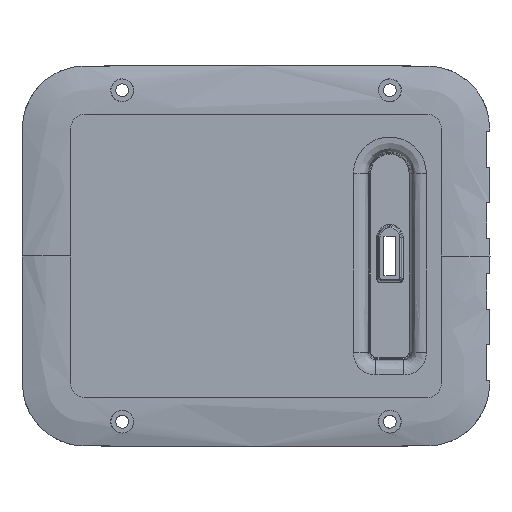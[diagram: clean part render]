
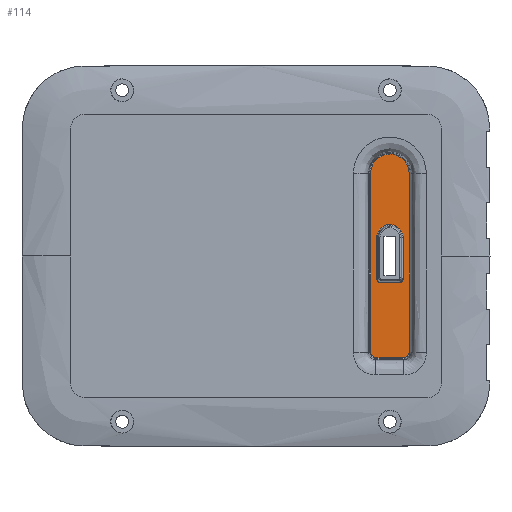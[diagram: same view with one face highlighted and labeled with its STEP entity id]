
A CAD part, front view. The second image highlights one B-rep face of the part: STEP entity #114.
In plain terms, the highlighted planar face has unit normal (0, -1, 0).
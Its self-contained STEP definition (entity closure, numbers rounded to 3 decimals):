
#29=FACE_BOUND('',#705,.T.);
#114=ADVANCED_FACE('',(#402,#29),#4568,.T.);
#402=FACE_OUTER_BOUND('',#704,.T.);
#704=EDGE_LOOP('',(#1483,#1484,#1485,#1486,#1487,#1488,#1489));
#705=EDGE_LOOP('',(#1490,#1491,#1492,#1493,#1494,#1495,#1496,#1497,#1498));
#1483=ORIENTED_EDGE('',*,*,#2457,.T.);
#1484=ORIENTED_EDGE('',*,*,#3257,.F.);
#1485=ORIENTED_EDGE('',*,*,#2785,.F.);
#1486=ORIENTED_EDGE('',*,*,#2786,.F.);
#1487=ORIENTED_EDGE('',*,*,#2787,.F.);
#1488=ORIENTED_EDGE('',*,*,#2788,.F.);
#1489=ORIENTED_EDGE('',*,*,#2789,.F.);
#1490=ORIENTED_EDGE('',*,*,#3249,.F.);
#1491=ORIENTED_EDGE('',*,*,#2459,.T.);
#1492=ORIENTED_EDGE('',*,*,#2779,.F.);
#1493=ORIENTED_EDGE('',*,*,#2780,.F.);
#1494=ORIENTED_EDGE('',*,*,#2781,.T.);
#1495=ORIENTED_EDGE('',*,*,#2782,.F.);
#1496=ORIENTED_EDGE('',*,*,#2783,.F.);
#1497=ORIENTED_EDGE('',*,*,#2784,.T.);
#1498=ORIENTED_EDGE('',*,*,#2778,.F.);
#2457=EDGE_CURVE('',#4066,#4065,#3830,.T.);
#2459=EDGE_CURVE('',#4067,#4068,#3832,.T.);
#2778=EDGE_CURVE('',#4440,#4072,#3538,.T.);
#2779=EDGE_CURVE('',#4441,#4068,#3539,.T.);
#2780=EDGE_CURVE('',#4075,#4441,#3872,.T.);
#2781=EDGE_CURVE('',#4075,#4076,#3873,.T.);
#2782=EDGE_CURVE('',#4442,#4076,#3540,.T.);
#2783=EDGE_CURVE('',#4071,#4442,#3874,.T.);
#2784=EDGE_CURVE('',#4071,#4072,#3875,.T.);
#2785=EDGE_CURVE('',#4444,#4443,#3541,.T.);
#2786=EDGE_CURVE('',#4445,#4444,#3876,.T.);
#2787=EDGE_CURVE('',#4446,#4445,#3542,.T.);
#2788=EDGE_CURVE('',#4447,#4446,#3877,.T.);
#2789=EDGE_CURVE('',#4066,#4447,#3543,.T.);
#3249=EDGE_CURVE('',#4067,#4440,#4053,.T.);
#3257=EDGE_CURVE('',#4443,#4065,#4061,.T.);
#3538=B_SPLINE_CURVE_WITH_KNOTS('',1,(#23543,#23544),.UNSPECIFIED.,.F.,
 .F.,(2,2),(-8.988,0.),.UNSPECIFIED.);
#3539=B_SPLINE_CURVE_WITH_KNOTS('',1,(#23545,#23546),.UNSPECIFIED.,.F.,
 .F.,(2,2),(-8.988,0.),.UNSPECIFIED.);
#3540=B_SPLINE_CURVE_WITH_KNOTS('',1,(#23555,#23556),.UNSPECIFIED.,.F.,
 .F.,(2,2),(-3.977,0.),.UNSPECIFIED.);
#3541=B_SPLINE_CURVE_WITH_KNOTS('',1,(#23565,#23566),.UNSPECIFIED.,.F.,
 .F.,(2,2),(-38.811,0.),.UNSPECIFIED.);
#3542=B_SPLINE_CURVE_WITH_KNOTS('',1,(#23571,#23572),.UNSPECIFIED.,.F.,
 .F.,(2,2),(-5.622,0.),.UNSPECIFIED.);
#3543=B_SPLINE_CURVE_WITH_KNOTS('',1,(#23577,#23578),.UNSPECIFIED.,.F.,
 .F.,(2,2),(-38.811,0.),.UNSPECIFIED.);
#3830=(
BOUNDED_CURVE()
B_SPLINE_CURVE(2,(#21008,#21009,#21010),.UNSPECIFIED.,.F.,.F.)
B_SPLINE_CURVE_WITH_KNOTS((3,3),(0.,6.612),.UNSPECIFIED.)
CURVE()
GEOMETRIC_REPRESENTATION_ITEM()
RATIONAL_B_SPLINE_CURVE((1.,0.707,1.))
REPRESENTATION_ITEM('')
);
#3832=(
BOUNDED_CURVE()
B_SPLINE_CURVE(2,(#21014,#21015,#21016),.UNSPECIFIED.,.F.,.F.)
B_SPLINE_CURVE_WITH_KNOTS((3,3),(0.,4.535),.UNSPECIFIED.)
CURVE()
GEOMETRIC_REPRESENTATION_ITEM()
RATIONAL_B_SPLINE_CURVE((1.,0.707,1.))
REPRESENTATION_ITEM('')
);
#3872=(
BOUNDED_CURVE()
B_SPLINE_CURVE(3,(#23547,#23548,#23549,#23550),.UNSPECIFIED.,.F.,.F.)
B_SPLINE_CURVE_WITH_KNOTS((4,4),(-6.283,-5.499),
 .UNSPECIFIED.)
CURVE()
GEOMETRIC_REPRESENTATION_ITEM()
RATIONAL_B_SPLINE_CURVE((1.,0.949,0.949,1.))
REPRESENTATION_ITEM('')
);
#3873=(
BOUNDED_CURVE()
B_SPLINE_CURVE(3,(#23551,#23552,#23553,#23554),.UNSPECIFIED.,.F.,.F.)
B_SPLINE_CURVE_WITH_KNOTS((4,4),(0.,0.784),.UNSPECIFIED.)
CURVE()
GEOMETRIC_REPRESENTATION_ITEM()
RATIONAL_B_SPLINE_CURVE((1.,0.949,0.949,1.))
REPRESENTATION_ITEM('')
);
#3874=(
BOUNDED_CURVE()
B_SPLINE_CURVE(3,(#23557,#23558,#23559,#23560),.UNSPECIFIED.,.F.,.F.)
B_SPLINE_CURVE_WITH_KNOTS((4,4),(-6.283,-5.499),
 .UNSPECIFIED.)
CURVE()
GEOMETRIC_REPRESENTATION_ITEM()
RATIONAL_B_SPLINE_CURVE((1.,0.949,0.949,1.))
REPRESENTATION_ITEM('')
);
#3875=(
BOUNDED_CURVE()
B_SPLINE_CURVE(3,(#23561,#23562,#23563,#23564),.UNSPECIFIED.,.F.,.F.)
B_SPLINE_CURVE_WITH_KNOTS((4,4),(0.,0.784),
 .UNSPECIFIED.)
CURVE()
GEOMETRIC_REPRESENTATION_ITEM()
RATIONAL_B_SPLINE_CURVE((1.,0.949,0.949,1.))
REPRESENTATION_ITEM('')
);
#3876=(
BOUNDED_CURVE()
B_SPLINE_CURVE(3,(#23567,#23568,#23569,#23570),.UNSPECIFIED.,.F.,.F.)
B_SPLINE_CURVE_WITH_KNOTS((4,4),(-3.926,-2.358),
 .UNSPECIFIED.)
CURVE()
GEOMETRIC_REPRESENTATION_ITEM()
RATIONAL_B_SPLINE_CURVE((1.,0.805,0.805,1.))
REPRESENTATION_ITEM('')
);
#3877=(
BOUNDED_CURVE()
B_SPLINE_CURVE(3,(#23573,#23574,#23575,#23576),.UNSPECIFIED.,.F.,.F.)
B_SPLINE_CURVE_WITH_KNOTS((4,4),(-3.926,-2.358),
 .UNSPECIFIED.)
CURVE()
GEOMETRIC_REPRESENTATION_ITEM()
RATIONAL_B_SPLINE_CURVE((1.,0.805,0.805,1.))
REPRESENTATION_ITEM('')
);
#4053=(
BOUNDED_CURVE()
B_SPLINE_CURVE(2,(#26911,#26912,#26913),.UNSPECIFIED.,.F.,.F.)
B_SPLINE_CURVE_WITH_KNOTS((3,3),(-4.535,0.),.UNSPECIFIED.)
CURVE()
GEOMETRIC_REPRESENTATION_ITEM()
RATIONAL_B_SPLINE_CURVE((1.,0.707,1.))
REPRESENTATION_ITEM('')
);
#4061=(
BOUNDED_CURVE()
B_SPLINE_CURVE(2,(#26955,#26956,#26957),.UNSPECIFIED.,.F.,.F.)
B_SPLINE_CURVE_WITH_KNOTS((3,3),(-6.612,0.),.UNSPECIFIED.)
CURVE()
GEOMETRIC_REPRESENTATION_ITEM()
RATIONAL_B_SPLINE_CURVE((1.,0.707,1.))
REPRESENTATION_ITEM('')
);
#4065=VERTEX_POINT('',#20515);
#4066=VERTEX_POINT('',#20516);
#4067=VERTEX_POINT('',#20517);
#4068=VERTEX_POINT('',#20518);
#4071=VERTEX_POINT('',#20521);
#4072=VERTEX_POINT('',#20522);
#4075=VERTEX_POINT('',#20525);
#4076=VERTEX_POINT('',#20526);
#4440=VERTEX_POINT('',#20890);
#4441=VERTEX_POINT('',#20891);
#4442=VERTEX_POINT('',#20892);
#4443=VERTEX_POINT('',#20893);
#4444=VERTEX_POINT('',#20894);
#4445=VERTEX_POINT('',#20895);
#4446=VERTEX_POINT('',#20896);
#4447=VERTEX_POINT('',#20897);
#4568=PLANE('',#4876);
#4876=AXIS2_PLACEMENT_3D('',#13758,#4950,$);
#4950=DIRECTION('',(0.,-1.,0.));
#13758=CARTESIAN_POINT('',(24.148,-1.9,-26.652));
#20515=CARTESIAN_POINT('',(29.2,-1.9,22.209));
#20516=CARTESIAN_POINT('',(33.409,-1.9,18.));
#20517=CARTESIAN_POINT('',(29.2,-1.9,6.887));
#20518=CARTESIAN_POINT('',(32.087,-1.9,4.));
#20521=CARTESIAN_POINT('',(26.576,-1.9,-5.624));
#20522=CARTESIAN_POINT('',(26.313,-1.9,-4.988));
#20525=CARTESIAN_POINT('',(31.824,-1.9,-5.624));
#20526=CARTESIAN_POINT('',(31.188,-1.9,-5.887));
#20890=CARTESIAN_POINT('',(26.313,-1.9,4.));
#20891=CARTESIAN_POINT('',(32.087,-1.9,-4.988));
#20892=CARTESIAN_POINT('',(27.212,-1.9,-5.887));
#20893=CARTESIAN_POINT('',(24.991,-1.9,18.));
#20894=CARTESIAN_POINT('',(24.991,-1.9,-20.811));
#20895=CARTESIAN_POINT('',(26.389,-1.9,-22.209));
#20896=CARTESIAN_POINT('',(32.011,-1.9,-22.209));
#20897=CARTESIAN_POINT('',(33.409,-1.9,-20.811));
#21008=CARTESIAN_POINT('',(33.409,-1.9,18.));
#21009=CARTESIAN_POINT('',(33.409,-1.9,22.209));
#21010=CARTESIAN_POINT('',(29.2,-1.9,22.209));
#21014=CARTESIAN_POINT('',(29.2,-1.9,6.887));
#21015=CARTESIAN_POINT('',(32.087,-1.9,6.887));
#21016=CARTESIAN_POINT('',(32.087,-1.9,4.));
#23543=CARTESIAN_POINT('',(26.313,-1.9,4.));
#23544=CARTESIAN_POINT('',(26.313,-1.9,-4.988));
#23545=CARTESIAN_POINT('',(32.087,-1.9,-4.988));
#23546=CARTESIAN_POINT('',(32.087,-1.9,4.));
#23547=CARTESIAN_POINT('',(31.824,-1.9,-5.624));
#23548=CARTESIAN_POINT('',(31.995,-1.9,-5.453));
#23549=CARTESIAN_POINT('',(32.087,-1.9,-5.23));
#23550=CARTESIAN_POINT('',(32.087,-1.9,-4.988));
#23551=CARTESIAN_POINT('',(31.824,-1.9,-5.624));
#23552=CARTESIAN_POINT('',(31.653,-1.9,-5.795));
#23553=CARTESIAN_POINT('',(31.43,-1.9,-5.887));
#23554=CARTESIAN_POINT('',(31.188,-1.9,-5.887));
#23555=CARTESIAN_POINT('',(27.212,-1.9,-5.887));
#23556=CARTESIAN_POINT('',(31.188,-1.9,-5.887));
#23557=CARTESIAN_POINT('',(26.576,-1.9,-5.624));
#23558=CARTESIAN_POINT('',(26.747,-1.9,-5.795));
#23559=CARTESIAN_POINT('',(26.97,-1.9,-5.887));
#23560=CARTESIAN_POINT('',(27.212,-1.9,-5.887));
#23561=CARTESIAN_POINT('',(26.576,-1.9,-5.624));
#23562=CARTESIAN_POINT('',(26.405,-1.9,-5.453));
#23563=CARTESIAN_POINT('',(26.313,-1.9,-5.23));
#23564=CARTESIAN_POINT('',(26.313,-1.9,-4.988));
#23565=CARTESIAN_POINT('',(24.991,-1.9,-20.811));
#23566=CARTESIAN_POINT('',(24.991,-1.9,18.));
#23567=CARTESIAN_POINT('',(26.389,-1.9,-22.209));
#23568=CARTESIAN_POINT('',(25.569,-1.9,-22.209));
#23569=CARTESIAN_POINT('',(24.991,-1.9,-21.631));
#23570=CARTESIAN_POINT('',(24.991,-1.9,-20.811));
#23571=CARTESIAN_POINT('',(32.011,-1.9,-22.209));
#23572=CARTESIAN_POINT('',(26.389,-1.9,-22.209));
#23573=CARTESIAN_POINT('',(33.409,-1.9,-20.811));
#23574=CARTESIAN_POINT('',(33.409,-1.9,-21.631));
#23575=CARTESIAN_POINT('',(32.831,-1.9,-22.209));
#23576=CARTESIAN_POINT('',(32.011,-1.9,-22.209));
#23577=CARTESIAN_POINT('',(33.409,-1.9,18.));
#23578=CARTESIAN_POINT('',(33.409,-1.9,-20.811));
#26911=CARTESIAN_POINT('',(29.2,-1.9,6.887));
#26912=CARTESIAN_POINT('',(26.313,-1.9,6.887));
#26913=CARTESIAN_POINT('',(26.313,-1.9,4.));
#26955=CARTESIAN_POINT('',(24.991,-1.9,18.));
#26956=CARTESIAN_POINT('',(24.991,-1.9,22.209));
#26957=CARTESIAN_POINT('',(29.2,-1.9,22.209));
